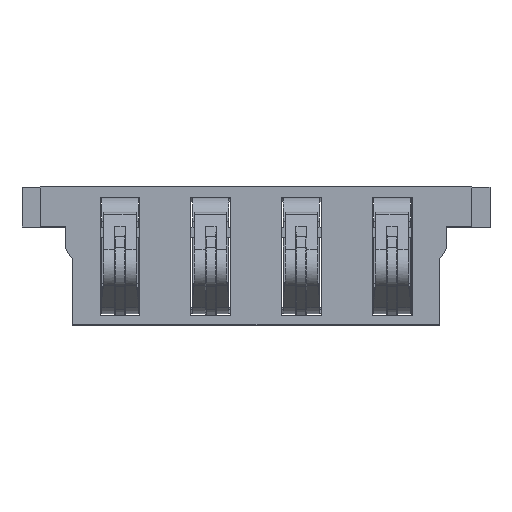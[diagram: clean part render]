
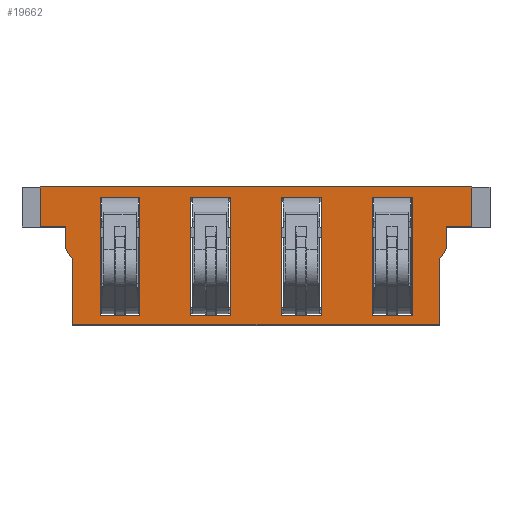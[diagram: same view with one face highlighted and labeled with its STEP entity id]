
A CAD part, top view. The second image highlights one B-rep face of the part: STEP entity #19662.
In plain terms, the highlighted planar face has unit normal (0, 0, 1).
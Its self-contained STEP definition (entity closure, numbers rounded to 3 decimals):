
#991=DIRECTION('',(0.,-1.,0.));
#992=VECTOR('',#991,1.1);
#993=CARTESIAN_POINT('',(-5.95,0.,1.85));
#994=LINE('',#993,#992);
#995=DIRECTION('',(-0.555,-0.832,0.));
#996=VECTOR('',#995,0.361);
#997=CARTESIAN_POINT('',(5.25,-1.7,1.85));
#998=LINE('',#997,#996);
#999=DIRECTION('',(-0.555,0.832,0.));
#1000=VECTOR('',#999,0.361);
#1001=CARTESIAN_POINT('',(-5.05,-2.,1.85));
#1002=LINE('',#1001,#1000);
#1003=DIRECTION('',(-1.,0.,0.));
#1004=VECTOR('',#1003,0.7);
#1005=CARTESIAN_POINT('',(-5.25,-1.1,1.85));
#1006=LINE('',#1005,#1004);
#1007=DIRECTION('',(1.,0.,0.));
#1008=VECTOR('',#1007,11.9);
#1009=CARTESIAN_POINT('',(-5.95,0.,1.85));
#1010=LINE('',#1009,#1008);
#1011=DIRECTION('',(0.,-1.,0.));
#1012=VECTOR('',#1011,3.27);
#1013=CARTESIAN_POINT('',(-4.3,-0.28,1.85));
#1014=LINE('',#1013,#1012);
#1015=DIRECTION('',(1.,0.,0.));
#1016=VECTOR('',#1015,1.1);
#1017=CARTESIAN_POINT('',(-4.3,-3.55,1.85));
#1018=LINE('',#1017,#1016);
#1019=DIRECTION('',(0.,1.,0.));
#1020=VECTOR('',#1019,3.27);
#1021=CARTESIAN_POINT('',(-3.2,-3.55,1.85));
#1022=LINE('',#1021,#1020);
#1023=DIRECTION('',(-1.,0.,0.));
#1024=VECTOR('',#1023,1.1);
#1025=CARTESIAN_POINT('',(-3.2,-0.28,1.85));
#1026=LINE('',#1025,#1024);
#1039=DIRECTION('',(1.,0.,0.));
#1040=VECTOR('',#1039,0.7);
#1041=CARTESIAN_POINT('',(5.25,-1.1,1.85));
#1042=LINE('',#1041,#1040);
#1905=DIRECTION('',(0.,1.,0.));
#1906=VECTOR('',#1905,1.1);
#1907=CARTESIAN_POINT('',(5.95,-1.1,1.85));
#1908=LINE('',#1907,#1906);
#2469=DIRECTION('',(1.,0.,0.));
#2470=VECTOR('',#2469,1.1);
#2471=CARTESIAN_POINT('',(3.2,-0.28,1.85));
#2472=LINE('',#2471,#2470);
#4156=DIRECTION('',(1.,0.,0.));
#4157=VECTOR('',#4156,1.1);
#4158=CARTESIAN_POINT('',(0.7,-0.28,1.85));
#4159=LINE('',#4158,#4157);
#5043=DIRECTION('',(1.,0.,0.));
#5044=VECTOR('',#5043,1.1);
#5045=CARTESIAN_POINT('',(-1.8,-0.28,1.85));
#5046=LINE('',#5045,#5044);
#6609=DIRECTION('',(0.,-1.,0.));
#6610=VECTOR('',#6609,0.6);
#6611=CARTESIAN_POINT('',(-5.25,-1.1,1.85));
#6612=LINE('',#6611,#6610);
#6625=DIRECTION('',(0.,-1.,0.));
#6626=VECTOR('',#6625,1.8);
#6627=CARTESIAN_POINT('',(-5.05,-2.,1.85));
#6628=LINE('',#6627,#6626);
#6637=DIRECTION('',(1.,0.,0.));
#6638=VECTOR('',#6637,10.1);
#6639=CARTESIAN_POINT('',(-5.05,-3.8,1.85));
#6640=LINE('',#6639,#6638);
#6649=DIRECTION('',(0.,1.,0.));
#6650=VECTOR('',#6649,1.8);
#6651=CARTESIAN_POINT('',(5.05,-3.8,1.85));
#6652=LINE('',#6651,#6650);
#6665=DIRECTION('',(0.,1.,0.));
#6666=VECTOR('',#6665,0.6);
#6667=CARTESIAN_POINT('',(5.25,-1.7,1.85));
#6668=LINE('',#6667,#6666);
#6710=DIRECTION('',(0.,-1.,0.));
#6711=VECTOR('',#6710,3.27);
#6712=CARTESIAN_POINT('',(4.3,-0.28,1.85));
#6713=LINE('',#6712,#6711);
#6752=DIRECTION('',(0.,1.,0.));
#6753=VECTOR('',#6752,3.27);
#6754=CARTESIAN_POINT('',(3.2,-3.55,1.85));
#6755=LINE('',#6754,#6753);
#8021=DIRECTION('',(-1.,0.,0.));
#8022=VECTOR('',#8021,1.1);
#8023=CARTESIAN_POINT('',(4.3,-3.55,1.85));
#8024=LINE('',#8023,#8022);
#8078=DIRECTION('',(0.,-1.,0.));
#8079=VECTOR('',#8078,3.27);
#8080=CARTESIAN_POINT('',(1.8,-0.28,1.85));
#8081=LINE('',#8080,#8079);
#8120=DIRECTION('',(0.,1.,0.));
#8121=VECTOR('',#8120,3.27);
#8122=CARTESIAN_POINT('',(0.7,-3.55,1.85));
#8123=LINE('',#8122,#8121);
#9389=DIRECTION('',(-1.,0.,0.));
#9390=VECTOR('',#9389,1.1);
#9391=CARTESIAN_POINT('',(1.8,-3.55,1.85));
#9392=LINE('',#9391,#9390);
#9446=DIRECTION('',(0.,-1.,0.));
#9447=VECTOR('',#9446,3.27);
#9448=CARTESIAN_POINT('',(-0.7,-0.28,1.85));
#9449=LINE('',#9448,#9447);
#9492=DIRECTION('',(0.,1.,0.));
#9493=VECTOR('',#9492,3.27);
#9494=CARTESIAN_POINT('',(-1.8,-3.55,1.85));
#9495=LINE('',#9494,#9493);
#10757=DIRECTION('',(-1.,0.,0.));
#10758=VECTOR('',#10757,1.1);
#10759=CARTESIAN_POINT('',(-0.7,-3.55,1.85));
#10760=LINE('',#10759,#10758);
#14079=CARTESIAN_POINT('',(-5.95,-1.1,1.85));
#14080=VERTEX_POINT('',#14079);
#14081=CARTESIAN_POINT('',(-5.25,-1.1,1.85));
#14082=VERTEX_POINT('',#14081);
#14132=CARTESIAN_POINT('',(-3.2,-3.55,1.85));
#14134=VERTEX_POINT('',#14132);
#14185=CARTESIAN_POINT('',(-3.2,-0.28,1.85));
#14187=VERTEX_POINT('',#14185);
#14233=CARTESIAN_POINT('',(-4.3,-0.28,1.85));
#14234=VERTEX_POINT('',#14233);
#14235=CARTESIAN_POINT('',(-4.3,-3.55,1.85));
#14236=VERTEX_POINT('',#14235);
#14237=CARTESIAN_POINT('',(5.25,-1.1,1.85));
#14238=CARTESIAN_POINT('',(5.95,-1.1,1.85));
#14239=VERTEX_POINT('',#14237);
#14240=VERTEX_POINT('',#14238);
#14241=CARTESIAN_POINT('',(5.25,-1.7,1.85));
#14242=VERTEX_POINT('',#14241);
#14243=CARTESIAN_POINT('',(5.05,-2.,1.85));
#14244=VERTEX_POINT('',#14243);
#14245=CARTESIAN_POINT('',(-5.05,-2.,1.85));
#14246=CARTESIAN_POINT('',(-5.05,-3.8,1.85));
#14247=VERTEX_POINT('',#14245);
#14248=VERTEX_POINT('',#14246);
#14249=CARTESIAN_POINT('',(-5.25,-1.7,1.85));
#14250=VERTEX_POINT('',#14249);
#14251=CARTESIAN_POINT('',(-5.95,0.,1.85));
#14252=CARTESIAN_POINT('',(5.95,0.,1.85));
#14253=VERTEX_POINT('',#14251);
#14254=VERTEX_POINT('',#14252);
#14255=CARTESIAN_POINT('',(-1.8,-3.55,1.85));
#14256=CARTESIAN_POINT('',(-1.8,-0.28,1.85));
#14257=VERTEX_POINT('',#14255);
#14258=VERTEX_POINT('',#14256);
#14259=CARTESIAN_POINT('',(-0.7,-3.55,1.85));
#14260=VERTEX_POINT('',#14259);
#14261=CARTESIAN_POINT('',(-0.7,-0.28,1.85));
#14262=VERTEX_POINT('',#14261);
#14263=CARTESIAN_POINT('',(3.2,-0.28,1.85));
#14264=CARTESIAN_POINT('',(4.3,-0.28,1.85));
#14265=VERTEX_POINT('',#14263);
#14266=VERTEX_POINT('',#14264);
#14267=CARTESIAN_POINT('',(3.2,-3.55,1.85));
#14268=VERTEX_POINT('',#14267);
#14269=CARTESIAN_POINT('',(4.3,-3.55,1.85));
#14270=VERTEX_POINT('',#14269);
#14271=CARTESIAN_POINT('',(0.7,-0.28,1.85));
#14272=CARTESIAN_POINT('',(1.8,-0.28,1.85));
#14273=VERTEX_POINT('',#14271);
#14274=VERTEX_POINT('',#14272);
#14275=CARTESIAN_POINT('',(0.7,-3.55,1.85));
#14276=VERTEX_POINT('',#14275);
#14277=CARTESIAN_POINT('',(1.8,-3.55,1.85));
#14278=VERTEX_POINT('',#14277);
#14733=CARTESIAN_POINT('',(5.05,-3.8,1.85));
#14734=VERTEX_POINT('',#14733);
#19594=CARTESIAN_POINT('',(0.,-1.9,1.85));
#19595=DIRECTION('',(0.,0.,1.));
#19596=DIRECTION('',(1.,0.,0.));
#19597=AXIS2_PLACEMENT_3D('',#19594,#19595,#19596);
#19598=PLANE('',#19597);
#19600=ORIENTED_EDGE('',*,*,#19599,.F.);
#19602=ORIENTED_EDGE('',*,*,#19601,.F.);
#19604=ORIENTED_EDGE('',*,*,#19603,.T.);
#19606=ORIENTED_EDGE('',*,*,#19605,.F.);
#19608=ORIENTED_EDGE('',*,*,#19607,.F.);
#19610=ORIENTED_EDGE('',*,*,#19609,.F.);
#19612=ORIENTED_EDGE('',*,*,#19611,.T.);
#19614=ORIENTED_EDGE('',*,*,#19613,.F.);
#19615=ORIENTED_EDGE('',*,*,#19549,.T.);
#19616=ORIENTED_EDGE('',*,*,#19589,.F.);
#19617=ORIENTED_EDGE('',*,*,#18016,.T.);
#19619=ORIENTED_EDGE('',*,*,#19618,.F.);
#19620=EDGE_LOOP('',(#19600,#19602,#19604,#19606,#19608,#19610,#19612,#19614,
#19615,#19616,#19617,#19619));
#19621=FACE_OUTER_BOUND('',#19620,.F.);
#19623=ORIENTED_EDGE('',*,*,#19622,.T.);
#19625=ORIENTED_EDGE('',*,*,#19624,.T.);
#19627=ORIENTED_EDGE('',*,*,#19626,.T.);
#19629=ORIENTED_EDGE('',*,*,#19628,.T.);
#19630=EDGE_LOOP('',(#19623,#19625,#19627,#19629));
#19631=FACE_BOUND('',#19630,.F.);
#19633=ORIENTED_EDGE('',*,*,#19632,.F.);
#19635=ORIENTED_EDGE('',*,*,#19634,.F.);
#19637=ORIENTED_EDGE('',*,*,#19636,.F.);
#19639=ORIENTED_EDGE('',*,*,#19638,.F.);
#19640=EDGE_LOOP('',(#19633,#19635,#19637,#19639));
#19641=FACE_BOUND('',#19640,.F.);
#19643=ORIENTED_EDGE('',*,*,#19642,.F.);
#19645=ORIENTED_EDGE('',*,*,#19644,.F.);
#19647=ORIENTED_EDGE('',*,*,#19646,.F.);
#19649=ORIENTED_EDGE('',*,*,#19648,.F.);
#19650=EDGE_LOOP('',(#19643,#19645,#19647,#19649));
#19651=FACE_BOUND('',#19650,.F.);
#19653=ORIENTED_EDGE('',*,*,#19652,.F.);
#19655=ORIENTED_EDGE('',*,*,#19654,.F.);
#19657=ORIENTED_EDGE('',*,*,#19656,.F.);
#19659=ORIENTED_EDGE('',*,*,#19658,.F.);
#19660=EDGE_LOOP('',(#19653,#19655,#19657,#19659));
#19661=FACE_BOUND('',#19660,.F.);
#19662=ADVANCED_FACE('',(#19621,#19631,#19641,#19651,#19661),#19598,.T.);
#18016=EDGE_CURVE('',#14253,#14254,#1010,.T.);
#19549=EDGE_CURVE('',#14082,#14080,#1006,.T.);
#19589=EDGE_CURVE('',#14253,#14080,#994,.T.);
#19599=EDGE_CURVE('',#14239,#14240,#1042,.T.);
#19601=EDGE_CURVE('',#14242,#14239,#6668,.T.);
#19603=EDGE_CURVE('',#14242,#14244,#998,.T.);
#19605=EDGE_CURVE('',#14734,#14244,#6652,.T.);
#19607=EDGE_CURVE('',#14248,#14734,#6640,.T.);
#19609=EDGE_CURVE('',#14247,#14248,#6628,.T.);
#19611=EDGE_CURVE('',#14247,#14250,#1002,.T.);
#19613=EDGE_CURVE('',#14082,#14250,#6612,.T.);
#19618=EDGE_CURVE('',#14240,#14254,#1908,.T.);
#19622=EDGE_CURVE('',#14234,#14236,#1014,.T.);
#19624=EDGE_CURVE('',#14236,#14134,#1018,.T.);
#19626=EDGE_CURVE('',#14134,#14187,#1022,.T.);
#19628=EDGE_CURVE('',#14187,#14234,#1026,.T.);
#19632=EDGE_CURVE('',#14257,#14258,#9495,.T.);
#19634=EDGE_CURVE('',#14260,#14257,#10760,.T.);
#19636=EDGE_CURVE('',#14262,#14260,#9449,.T.);
#19638=EDGE_CURVE('',#14258,#14262,#5046,.T.);
#19642=EDGE_CURVE('',#14265,#14266,#2472,.T.);
#19644=EDGE_CURVE('',#14268,#14265,#6755,.T.);
#19646=EDGE_CURVE('',#14270,#14268,#8024,.T.);
#19648=EDGE_CURVE('',#14266,#14270,#6713,.T.);
#19652=EDGE_CURVE('',#14273,#14274,#4159,.T.);
#19654=EDGE_CURVE('',#14276,#14273,#8123,.T.);
#19656=EDGE_CURVE('',#14278,#14276,#9392,.T.);
#19658=EDGE_CURVE('',#14274,#14278,#8081,.T.);
